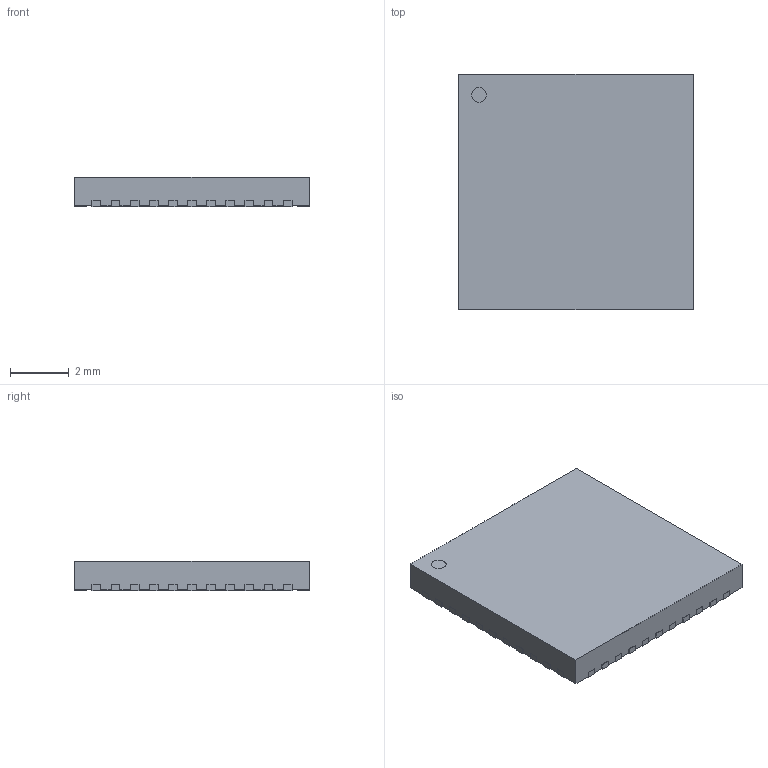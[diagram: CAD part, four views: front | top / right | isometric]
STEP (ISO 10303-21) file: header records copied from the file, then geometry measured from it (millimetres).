
FILE_DESCRIPTION(('FreeCAD Model'),'2;1');
FILE_NAME('qfn44_8x8_p065.step', '2016-03-23T13:46:10',('Author'),(''), 'Open CASCADE STEP processor 6.8','FreeCAD','Unknown');
FILE_SCHEMA(('AUTOMOTIVE_DESIGN_CC2 { 1 2 10303 214 -1 1 5 4 }'));
Length unit declared in the file: millimetre
Products named in the file (1): qfn44_8x8_p065
Bounding box: 8 x 8 x 1.01 mm (x, y, z)
Volume: 63.4 mm3; surface area: 161.3 mm2
Topology: 1 solids, 1 shells, 278 faces, 822 edges, 548 vertices
Faces by surface type: plane 233, cylinder 45
Full cylindrical faces by diameter (mm): 0.5 x1
Entity records: 21861 total; most frequent: CARTESIAN_POINT 4046, DIRECTION 2801, LINE 2061, VECTOR 2061, ORIENTED_EDGE 1644, PCURVE 1644, DEFINITIONAL_REPRESENTATION 1644, EDGE_CURVE 822
